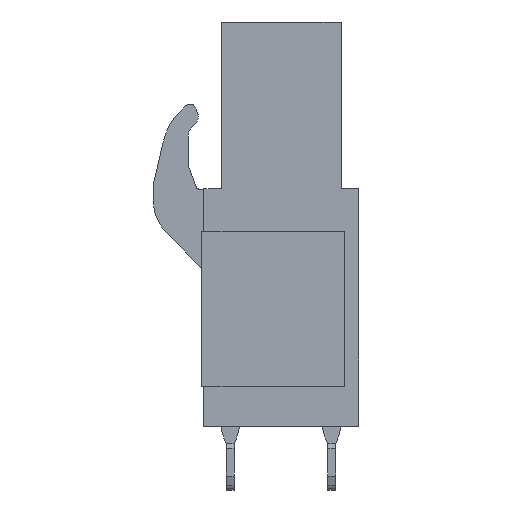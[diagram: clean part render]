
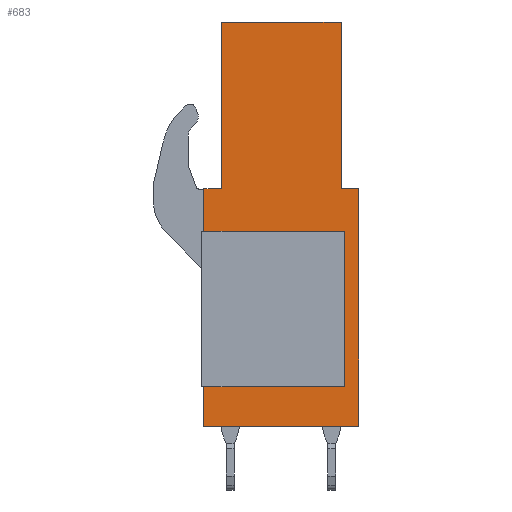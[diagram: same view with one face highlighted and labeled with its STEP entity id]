
A CAD part, left-side view. The second image highlights one B-rep face of the part: STEP entity #683.
In plain terms, the highlighted planar face has unit normal (-1, 0, 0).
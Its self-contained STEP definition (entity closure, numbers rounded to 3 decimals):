
#610=AXIS2_PLACEMENT_3D('Plane Axis2P3D',#607,#608,#609) ;
#36=CARTESIAN_POINT('Line Origine',(1.,3.875,23.45)) ;
#40=CARTESIAN_POINT('Vertex',(1.,0.875,23.45)) ;
#42=CARTESIAN_POINT('Vertex',(1.,6.875,23.45)) ;
#499=CARTESIAN_POINT('Vertex',(1.,7.75,3.2)) ;
#502=CARTESIAN_POINT('Line Origine',(1.,7.75,4.437)) ;
#506=CARTESIAN_POINT('Vertex',(1.,7.75,5.675)) ;
#513=CARTESIAN_POINT('Vertex',(1.,7.75,12.475)) ;
#516=CARTESIAN_POINT('Line Origine',(1.,7.75,13.787)) ;
#520=CARTESIAN_POINT('Vertex',(1.,7.75,15.1)) ;
#607=CARTESIAN_POINT('Axis2P3D Location',(1.,0.,0.)) ;
#612=CARTESIAN_POINT('Line Origine',(1.,4.225,12.475)) ;
#616=CARTESIAN_POINT('Vertex',(1.,0.7,12.475)) ;
#619=CARTESIAN_POINT('Line Origine',(1.,0.7,9.075)) ;
#623=CARTESIAN_POINT('Vertex',(1.,0.7,5.675)) ;
#626=CARTESIAN_POINT('Line Origine',(1.,4.225,5.675)) ;
#631=CARTESIAN_POINT('Line Origine',(1.,3.875,3.2)) ;
#635=CARTESIAN_POINT('Vertex',(1.,0.,3.2)) ;
#638=CARTESIAN_POINT('Line Origine',(1.,0.,9.15)) ;
#642=CARTESIAN_POINT('Vertex',(1.,0.,15.1)) ;
#645=CARTESIAN_POINT('Line Origine',(1.,0.438,15.1)) ;
#649=CARTESIAN_POINT('Vertex',(1.,0.875,15.1)) ;
#652=CARTESIAN_POINT('Line Origine',(1.,0.875,19.275)) ;
#657=CARTESIAN_POINT('Line Origine',(1.,6.875,19.275)) ;
#661=CARTESIAN_POINT('Vertex',(1.,6.875,15.1)) ;
#664=CARTESIAN_POINT('Line Origine',(1.,7.313,15.1)) ;
#37=DIRECTION('Vector Direction',(0.,1.,0.)) ;
#503=DIRECTION('Vector Direction',(0.,0.,1.)) ;
#517=DIRECTION('Vector Direction',(0.,0.,1.)) ;
#608=DIRECTION('Axis2P3D Direction',(1.,0.,0.)) ;
#609=DIRECTION('Axis2P3D XDirection',(0.,1.,0.)) ;
#613=DIRECTION('Vector Direction',(0.,-1.,0.)) ;
#620=DIRECTION('Vector Direction',(0.,0.,1.)) ;
#627=DIRECTION('Vector Direction',(0.,-1.,0.)) ;
#632=DIRECTION('Vector Direction',(0.,1.,0.)) ;
#639=DIRECTION('Vector Direction',(0.,0.,1.)) ;
#646=DIRECTION('Vector Direction',(0.,1.,0.)) ;
#653=DIRECTION('Vector Direction',(0.,0.,1.)) ;
#658=DIRECTION('Vector Direction',(0.,0.,1.)) ;
#665=DIRECTION('Vector Direction',(0.,-1.,0.)) ;
#38=VECTOR('Line Direction',#37,1.) ;
#504=VECTOR('Line Direction',#503,1.) ;
#518=VECTOR('Line Direction',#517,1.) ;
#614=VECTOR('Line Direction',#613,1.) ;
#621=VECTOR('Line Direction',#620,1.) ;
#628=VECTOR('Line Direction',#627,1.) ;
#633=VECTOR('Line Direction',#632,1.) ;
#640=VECTOR('Line Direction',#639,1.) ;
#647=VECTOR('Line Direction',#646,1.) ;
#654=VECTOR('Line Direction',#653,1.) ;
#659=VECTOR('Line Direction',#658,1.) ;
#666=VECTOR('Line Direction',#665,1.) ;
#670=ORIENTED_EDGE('',*,*,#618,.T.) ;
#671=ORIENTED_EDGE('',*,*,#625,.T.) ;
#672=ORIENTED_EDGE('',*,*,#630,.F.) ;
#673=ORIENTED_EDGE('',*,*,#508,.F.) ;
#674=ORIENTED_EDGE('',*,*,#637,.F.) ;
#675=ORIENTED_EDGE('',*,*,#644,.T.) ;
#676=ORIENTED_EDGE('',*,*,#651,.F.) ;
#677=ORIENTED_EDGE('',*,*,#656,.F.) ;
#678=ORIENTED_EDGE('',*,*,#44,.T.) ;
#679=ORIENTED_EDGE('',*,*,#663,.F.) ;
#680=ORIENTED_EDGE('',*,*,#668,.F.) ;
#681=ORIENTED_EDGE('',*,*,#522,.F.) ;
#683=ADVANCED_FACE('BLL5.08/22/180B 3.2SNOR 1682930000',(#682),#611,.F.) ;
#44=EDGE_CURVE('',#41,#43,#39,.T.) ;
#508=EDGE_CURVE('',#500,#507,#505,.T.) ;
#522=EDGE_CURVE('',#514,#521,#519,.T.) ;
#618=EDGE_CURVE('',#514,#617,#615,.T.) ;
#625=EDGE_CURVE('',#617,#624,#622,.F.) ;
#630=EDGE_CURVE('',#507,#624,#629,.T.) ;
#637=EDGE_CURVE('',#636,#500,#634,.T.) ;
#644=EDGE_CURVE('',#636,#643,#641,.T.) ;
#651=EDGE_CURVE('',#650,#643,#648,.F.) ;
#656=EDGE_CURVE('',#41,#650,#655,.F.) ;
#663=EDGE_CURVE('',#662,#43,#660,.T.) ;
#668=EDGE_CURVE('',#521,#662,#667,.T.) ;
#669=EDGE_LOOP('',(#670,#671,#672,#673,#674,#675,#676,#677,#678,#679,#680,#681)) ;
#682=FACE_OUTER_BOUND('',#669,.T.) ;
#39=LINE('Line',#36,#38) ;
#505=LINE('Line',#502,#504) ;
#519=LINE('Line',#516,#518) ;
#615=LINE('Line',#612,#614) ;
#622=LINE('Line',#619,#621) ;
#629=LINE('Line',#626,#628) ;
#634=LINE('Line',#631,#633) ;
#641=LINE('Line',#638,#640) ;
#648=LINE('Line',#645,#647) ;
#655=LINE('Line',#652,#654) ;
#660=LINE('Line',#657,#659) ;
#667=LINE('Line',#664,#666) ;
#611=PLANE('',#610) ;
#41=VERTEX_POINT('',#40) ;
#43=VERTEX_POINT('',#42) ;
#500=VERTEX_POINT('',#499) ;
#507=VERTEX_POINT('',#506) ;
#514=VERTEX_POINT('',#513) ;
#521=VERTEX_POINT('',#520) ;
#617=VERTEX_POINT('',#616) ;
#624=VERTEX_POINT('',#623) ;
#636=VERTEX_POINT('',#635) ;
#643=VERTEX_POINT('',#642) ;
#650=VERTEX_POINT('',#649) ;
#662=VERTEX_POINT('',#661) ;
